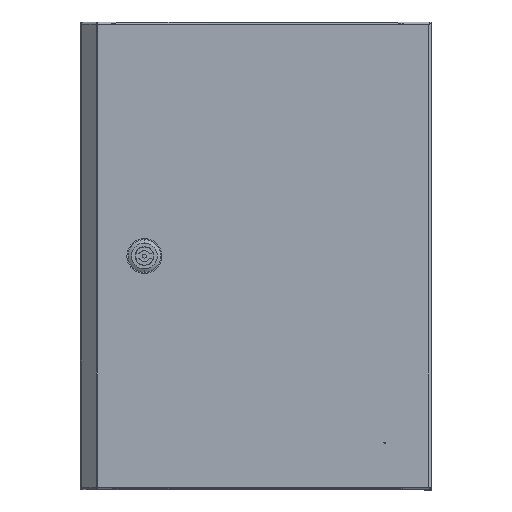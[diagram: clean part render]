
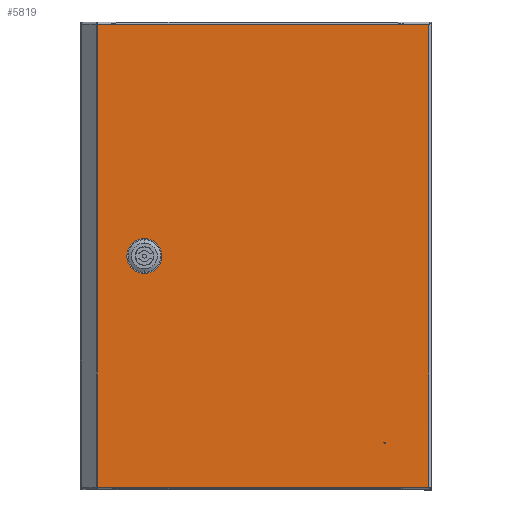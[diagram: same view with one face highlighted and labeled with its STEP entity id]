
A CAD part, top view. The second image highlights one B-rep face of the part: STEP entity #5819.
In plain terms, the highlighted face is planar.
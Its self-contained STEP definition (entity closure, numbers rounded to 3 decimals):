
#500 = DIRECTION ( 'NONE',  ( -1., 0., 0. ) ) ;
#515 = EDGE_CURVE ( 'NONE', #1602, #8584, #17963, .T. ) ;
#823 = FACE_OUTER_BOUND ( 'NONE', #18145, .T. ) ;
#889 = ORIENTED_EDGE ( 'NONE', *, *, #515, .F. ) ;
#1464 = DIRECTION ( 'NONE',  ( -1., 0., 0. ) ) ;
#1602 = VERTEX_POINT ( 'NONE', #10773 ) ;
#1633 = AXIS2_PLACEMENT_3D ( 'NONE', #13144, #19502, #1464 ) ;
#1691 = VERTEX_POINT ( 'NONE', #9193 ) ;
#1886 = VECTOR ( 'NONE', #15665, 1000. ) ;
#1903 = LINE ( 'NONE', #10279, #16848 ) ;
#1904 = CARTESIAN_POINT ( 'NONE',  ( 31., 0., 204.25 ) ) ;
#1934 = DIRECTION ( 'NONE',  ( 1., 0., 0. ) ) ;
#2156 = EDGE_CURVE ( 'NONE', #16758, #18361, #14268, .T. ) ;
#2529 = CARTESIAN_POINT ( 'NONE',  ( 34.5, 0., 188.25 ) ) ;
#3055 = ORIENTED_EDGE ( 'NONE', *, *, #18841, .T. ) ;
#3210 = ORIENTED_EDGE ( 'NONE', *, *, #7479, .F. ) ;
#3252 = DIRECTION ( 'NONE',  ( 0., -1., 0. ) ) ;
#3545 = VECTOR ( 'NONE', #17265, 1000. ) ;
#3707 = CARTESIAN_POINT ( 'NONE',  ( 34.5, 0., 207.75 ) ) ;
#3842 = EDGE_CURVE ( 'NONE', #8408, #11461, #16497, .T. ) ;
#4248 = ORIENTED_EDGE ( 'NONE', *, *, #20908, .F. ) ;
#4496 = EDGE_LOOP ( 'NONE', ( #3210, #889, #4248, #12329, #7339, #12773, #17389, #18501 ) ) ;
#4708 = CARTESIAN_POINT ( 'NONE',  ( 47., 0., 207.75 ) ) ;
#5019 = ORIENTED_EDGE ( 'NONE', *, *, #18316, .T. ) ;
#5068 = LINE ( 'NONE', #6454, #10735 ) ;
#5403 = CARTESIAN_POINT ( 'NONE',  ( 31., 0., 191.75 ) ) ;
#5532 = DIRECTION ( 'NONE',  ( 0., 0., -1. ) ) ;
#5605 = LINE ( 'NONE', #5403, #20382 ) ;
#5715 = LINE ( 'NONE', #11761, #9900 ) ;
#5792 = LINE ( 'NONE', #10648, #17068 ) ;
#5819 = ADVANCED_FACE ( 'NONE', ( #7407, #823 ), #12191, .T. ) ;
#5903 = CARTESIAN_POINT ( 'NONE',  ( 284., 0., 396. ) ) ;
#6106 = CARTESIAN_POINT ( 'NONE',  ( 31., 0., 191.75 ) ) ;
#6454 = CARTESIAN_POINT ( 'NONE',  ( 0., 0., 0. ) ) ;
#6829 = VERTEX_POINT ( 'NONE', #1904 ) ;
#6929 = ORIENTED_EDGE ( 'NONE', *, *, #15519, .F. ) ;
#7339 = ORIENTED_EDGE ( 'NONE', *, *, #11634, .F. ) ;
#7407 = FACE_BOUND ( 'NONE', #4496, .T. ) ;
#7463 = ORIENTED_EDGE ( 'NONE', *, *, #8696, .F. ) ;
#7479 = EDGE_CURVE ( 'NONE', #8584, #16758, #8096, .T. ) ;
#8016 = CARTESIAN_POINT ( 'NONE',  ( 50.5, 0., 204.25 ) ) ;
#8096 = CIRCLE ( 'NONE', #14220, 3.5 ) ;
#8237 = DIRECTION ( 'NONE',  ( -1., 0., 0. ) ) ;
#8240 = DIRECTION ( 'NONE',  ( -1., 0., 0. ) ) ;
#8337 = CARTESIAN_POINT ( 'NONE',  ( 47., 0., 204.25 ) ) ;
#8408 = VERTEX_POINT ( 'NONE', #2529 ) ;
#8504 = CARTESIAN_POINT ( 'NONE',  ( 47., 0., 191.75 ) ) ;
#8584 = VERTEX_POINT ( 'NONE', #8016 ) ;
#8612 = DIRECTION ( 'NONE',  ( -1., 0., 0. ) ) ;
#8696 = EDGE_CURVE ( 'NONE', #13871, #11781, #5068, .T. ) ;
#8796 = CARTESIAN_POINT ( 'NONE',  ( 0., 0., 396. ) ) ;
#8817 = CARTESIAN_POINT ( 'NONE',  ( 47., 0., 207.75 ) ) ;
#8963 = VERTEX_POINT ( 'NONE', #5903 ) ;
#9171 = DIRECTION ( 'NONE',  ( 1., 0., 0. ) ) ;
#9193 = CARTESIAN_POINT ( 'NONE',  ( 0.785, 0., 396. ) ) ;
#9674 = CARTESIAN_POINT ( 'NONE',  ( 50.5, 0., 191.75 ) ) ;
#9768 = CARTESIAN_POINT ( 'NONE',  ( 284., 0., 0. ) ) ;
#9900 = VECTOR ( 'NONE', #500, 1000. ) ;
#10273 = AXIS2_PLACEMENT_3D ( 'NONE', #8504, #16378, #8612 ) ;
#10279 = CARTESIAN_POINT ( 'NONE',  ( 284., 0., 396. ) ) ;
#10648 = CARTESIAN_POINT ( 'NONE',  ( 0.785, 0., 396. ) ) ;
#10735 = VECTOR ( 'NONE', #8240, 1000. ) ;
#10743 = CIRCLE ( 'NONE', #14492, 3.5 ) ;
#10773 = CARTESIAN_POINT ( 'NONE',  ( 50.5, 0., 191.75 ) ) ;
#11461 = VERTEX_POINT ( 'NONE', #19404 ) ;
#11490 = EDGE_CURVE ( 'NONE', #18361, #6829, #12497, .T. ) ;
#11634 = EDGE_CURVE ( 'NONE', #11768, #8408, #10743, .T. ) ;
#11752 = VECTOR ( 'NONE', #1934, 1000. ) ;
#11761 = CARTESIAN_POINT ( 'NONE',  ( 0., 0., 396. ) ) ;
#11768 = VERTEX_POINT ( 'NONE', #6106 ) ;
#11781 = VERTEX_POINT ( 'NONE', #12782 ) ;
#11872 = DIRECTION ( 'NONE',  ( 0., 0., -1. ) ) ;
#11949 = CARTESIAN_POINT ( 'NONE',  ( 34.5, 0., 191.75 ) ) ;
#12191 = PLANE ( 'NONE',  #12804 ) ;
#12329 = ORIENTED_EDGE ( 'NONE', *, *, #3842, .F. ) ;
#12497 = CIRCLE ( 'NONE', #1633, 3.5 ) ;
#12773 = ORIENTED_EDGE ( 'NONE', *, *, #17132, .F. ) ;
#12782 = CARTESIAN_POINT ( 'NONE',  ( 0.785, 0., 0. ) ) ;
#12804 = AXIS2_PLACEMENT_3D ( 'NONE', #8796, #18354, #16862 ) ;
#13144 = CARTESIAN_POINT ( 'NONE',  ( 34.5, 0., 204.25 ) ) ;
#13209 = CARTESIAN_POINT ( 'NONE',  ( 47., 0., 188.25 ) ) ;
#13871 = VERTEX_POINT ( 'NONE', #9768 ) ;
#14220 = AXIS2_PLACEMENT_3D ( 'NONE', #8337, #3252, #8237 ) ;
#14268 = LINE ( 'NONE', #4708, #1886 ) ;
#14492 = AXIS2_PLACEMENT_3D ( 'NONE', #11949, #20203, #9171 ) ;
#15519 = EDGE_CURVE ( 'NONE', #8963, #13871, #1903, .T. ) ;
#15665 = DIRECTION ( 'NONE',  ( -1., 0., 0. ) ) ;
#16378 = DIRECTION ( 'NONE',  ( 0., -1., 0. ) ) ;
#16497 = LINE ( 'NONE', #13209, #11752 ) ;
#16758 = VERTEX_POINT ( 'NONE', #8817 ) ;
#16848 = VECTOR ( 'NONE', #5532, 1000. ) ;
#16862 = DIRECTION ( 'NONE',  ( 0., 0., -1. ) ) ;
#17068 = VECTOR ( 'NONE', #20525, 1000. ) ;
#17132 = EDGE_CURVE ( 'NONE', #6829, #11768, #5605, .T. ) ;
#17265 = DIRECTION ( 'NONE',  ( 0., 0., 1. ) ) ;
#17389 = ORIENTED_EDGE ( 'NONE', *, *, #11490, .F. ) ;
#17421 = CIRCLE ( 'NONE', #10273, 3.5 ) ;
#17963 = LINE ( 'NONE', #9674, #3545 ) ;
#18145 = EDGE_LOOP ( 'NONE', ( #7463, #6929, #5019, #3055 ) ) ;
#18316 = EDGE_CURVE ( 'NONE', #8963, #1691, #5715, .T. ) ;
#18354 = DIRECTION ( 'NONE',  ( 0., -1., 0. ) ) ;
#18361 = VERTEX_POINT ( 'NONE', #3707 ) ;
#18501 = ORIENTED_EDGE ( 'NONE', *, *, #2156, .F. ) ;
#18841 = EDGE_CURVE ( 'NONE', #1691, #11781, #5792, .T. ) ;
#19404 = CARTESIAN_POINT ( 'NONE',  ( 47., 0., 188.25 ) ) ;
#19502 = DIRECTION ( 'NONE',  ( 0., -1., 0. ) ) ;
#20203 = DIRECTION ( 'NONE',  ( 0., -1., 0. ) ) ;
#20382 = VECTOR ( 'NONE', #11872, 1000. ) ;
#20525 = DIRECTION ( 'NONE',  ( 0., 0., -1. ) ) ;
#20908 = EDGE_CURVE ( 'NONE', #11461, #1602, #17421, .T. ) ;
